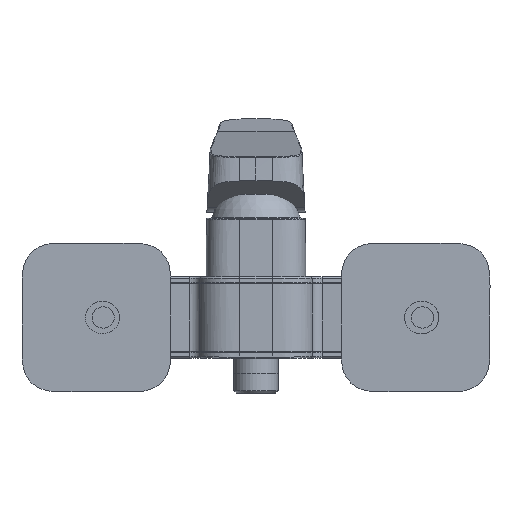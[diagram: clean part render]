
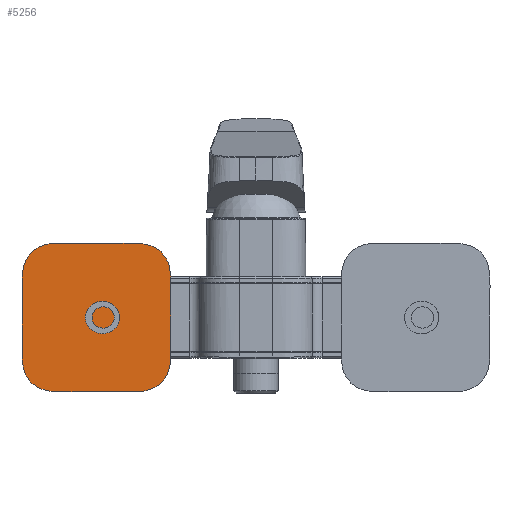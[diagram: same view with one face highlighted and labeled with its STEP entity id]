
A CAD part, left-side view. The second image highlights one B-rep face of the part: STEP entity #5256.
In plain terms, the highlighted planar face has unit normal (-1, 0, 0).
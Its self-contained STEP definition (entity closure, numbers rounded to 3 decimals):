
#979=PLANE('',#5989);
#2163=ORIENTED_EDGE('',*,*,#3021,.F.);
#2164=ORIENTED_EDGE('',*,*,#3032,.F.);
#3021=EDGE_CURVE('',#3553,#3554,#3868,.T.);
#3032=EDGE_CURVE('',#3554,#3553,#3873,.T.);
#3553=VERTEX_POINT('',#20511);
#3554=VERTEX_POINT('',#20512);
#3868=B_SPLINE_CURVE_WITH_KNOTS('',5,(#20470,#20471,#20472,#20473,#20474,
#20475,#20476,#20477,#20478,#20479,#20480,#20481,#20482,#20483,#20484,#20485,
#20486,#20487,#20488,#20489,#20490,#20491,#20492,#20493,#20494,#20495,#20496,
#20497,#20498,#20499,#20500,#20501,#20502,#20503,#20504,#20505,#20506,#20507,
#20508,#20509,#20510),.UNSPECIFIED.,.F.,.F.,(6,5,5,5,5,5,5,5,6),(133.317,
133.409,164.887,164.978,199.976,200.067,
231.545,231.637,266.635),.UNSPECIFIED.);
#3873=B_SPLINE_CURVE_WITH_KNOTS('',5,(#21310,#21311,#21312,#21313,#21314,
#21315,#21316,#21317,#21318,#21319,#21320,#21321,#21322,#21323,#21324,#21325,
#21326,#21327,#21328,#21329,#21330,#21331,#21332,#21333,#21334,#21335,#21336,
#21337,#21338,#21339,#21340,#21341,#21342,#21343,#21344,#21345,#21346,#21347,
#21348,#21349,#21350),.UNSPECIFIED.,.F.,.F.,(6,5,5,5,5,5,5,5,6),(0.,0.091,
31.569,31.661,66.659,66.75,98.228,
98.319,133.317),.UNSPECIFIED.);
#4358=EDGE_LOOP('',(#2163,#2164));
#4800=FACE_BOUND('',#4358,.T.);
#5256=ADVANCED_FACE('',(#4800),#979,.T.);
#5989=AXIS2_PLACEMENT_3D('',#21309,#7044,#7045);
#7044=DIRECTION('',(-1.,0.,0.));
#7045=DIRECTION('',(0.,0.,1.));
#20470=CARTESIAN_POINT('',(0.,-15.,0.));
#20471=CARTESIAN_POINT('',(0.,-14.983,0.));
#20472=CARTESIAN_POINT('',(0.,-14.965,0.));
#20473=CARTESIAN_POINT('',(0.,-14.948,0.));
#20474=CARTESIAN_POINT('',(0.,-14.931,0.));
#20475=CARTESIAN_POINT('',(0.,-14.913,0.));
#20476=CARTESIAN_POINT('',(0.,-8.931,0.));
#20477=CARTESIAN_POINT('',(0.,-2.948,0.));
#20478=CARTESIAN_POINT('',(0.,3.035,0.));
#20479=CARTESIAN_POINT('',(0.,9.017,0.));
#20480=CARTESIAN_POINT('',(0.,15.,0.));
#20481=CARTESIAN_POINT('',(0.,15.019,0.));
#20482=CARTESIAN_POINT('',(0.,15.037,0.));
#20483=CARTESIAN_POINT('',(0.,15.056,0.));
#20484=CARTESIAN_POINT('',(0.,15.075,0.));
#20485=CARTESIAN_POINT('',(0.,15.093,0.));
#20486=CARTESIAN_POINT('',(0.,22.247,0.));
#20487=CARTESIAN_POINT('',(0.,29.39,0.044));
#20488=CARTESIAN_POINT('',(0.,35.,5.692));
#20489=CARTESIAN_POINT('',(0.,35.,12.846));
#20490=CARTESIAN_POINT('',(0.,35.,20.));
#20491=CARTESIAN_POINT('',(0.,35.,20.017));
#20492=CARTESIAN_POINT('',(0.,35.,20.035));
#20493=CARTESIAN_POINT('',(0.,35.,20.052));
#20494=CARTESIAN_POINT('',(0.,35.,20.069));
#20495=CARTESIAN_POINT('',(0.,35.,20.087));
#20496=CARTESIAN_POINT('',(0.,35.,26.069));
#20497=CARTESIAN_POINT('',(0.,35.,32.052));
#20498=CARTESIAN_POINT('',(0.,35.,38.035));
#20499=CARTESIAN_POINT('',(0.,35.,44.017));
#20500=CARTESIAN_POINT('',(0.,35.,50.));
#20501=CARTESIAN_POINT('',(0.,35.,50.019));
#20502=CARTESIAN_POINT('',(0.,35.,50.037));
#20503=CARTESIAN_POINT('',(0.,35.,50.056));
#20504=CARTESIAN_POINT('',(0.,35.,50.075));
#20505=CARTESIAN_POINT('',(0.,35.,50.093));
#20506=CARTESIAN_POINT('',(0.,35.,57.247));
#20507=CARTESIAN_POINT('',(0.,34.956,64.39));
#20508=CARTESIAN_POINT('',(0.,29.308,70.));
#20509=CARTESIAN_POINT('',(0.,22.154,70.));
#20510=CARTESIAN_POINT('',(0.,15.,70.));
#20511=CARTESIAN_POINT('',(0.,-15.,0.));
#20512=CARTESIAN_POINT('',(0.,15.,70.));
#21309=CARTESIAN_POINT('',(0.,-35.7,-0.7));
#21310=CARTESIAN_POINT('',(0.,15.,70.));
#21311=CARTESIAN_POINT('',(0.,14.983,70.));
#21312=CARTESIAN_POINT('',(0.,14.965,70.));
#21313=CARTESIAN_POINT('',(0.,14.948,70.));
#21314=CARTESIAN_POINT('',(0.,14.931,70.));
#21315=CARTESIAN_POINT('',(0.,14.913,70.));
#21316=CARTESIAN_POINT('',(0.,8.931,70.));
#21317=CARTESIAN_POINT('',(0.,2.948,70.));
#21318=CARTESIAN_POINT('',(0.,-3.035,70.));
#21319=CARTESIAN_POINT('',(0.,-9.017,70.));
#21320=CARTESIAN_POINT('',(0.,-15.,70.));
#21321=CARTESIAN_POINT('',(0.,-15.019,70.));
#21322=CARTESIAN_POINT('',(0.,-15.037,70.));
#21323=CARTESIAN_POINT('',(0.,-15.056,70.));
#21324=CARTESIAN_POINT('',(0.,-15.075,70.));
#21325=CARTESIAN_POINT('',(0.,-15.093,70.));
#21326=CARTESIAN_POINT('',(0.,-22.247,70.));
#21327=CARTESIAN_POINT('',(0.,-29.39,69.956));
#21328=CARTESIAN_POINT('',(0.,-35.,64.308));
#21329=CARTESIAN_POINT('',(0.,-35.,57.154));
#21330=CARTESIAN_POINT('',(0.,-35.,50.));
#21331=CARTESIAN_POINT('',(0.,-35.,49.983));
#21332=CARTESIAN_POINT('',(0.,-35.,49.965));
#21333=CARTESIAN_POINT('',(0.,-35.,49.948));
#21334=CARTESIAN_POINT('',(0.,-35.,49.931));
#21335=CARTESIAN_POINT('',(0.,-35.,49.913));
#21336=CARTESIAN_POINT('',(0.,-35.,43.931));
#21337=CARTESIAN_POINT('',(0.,-35.,37.948));
#21338=CARTESIAN_POINT('',(0.,-35.,31.965));
#21339=CARTESIAN_POINT('',(0.,-35.,25.983));
#21340=CARTESIAN_POINT('',(0.,-35.,20.));
#21341=CARTESIAN_POINT('',(0.,-35.,19.981));
#21342=CARTESIAN_POINT('',(0.,-35.,19.963));
#21343=CARTESIAN_POINT('',(0.,-35.,19.944));
#21344=CARTESIAN_POINT('',(0.,-35.,19.925));
#21345=CARTESIAN_POINT('',(0.,-35.,19.907));
#21346=CARTESIAN_POINT('',(0.,-35.,12.753));
#21347=CARTESIAN_POINT('',(0.,-34.956,5.61));
#21348=CARTESIAN_POINT('',(0.,-29.308,0.));
#21349=CARTESIAN_POINT('',(0.,-22.154,0.));
#21350=CARTESIAN_POINT('',(0.,-15.,0.));
